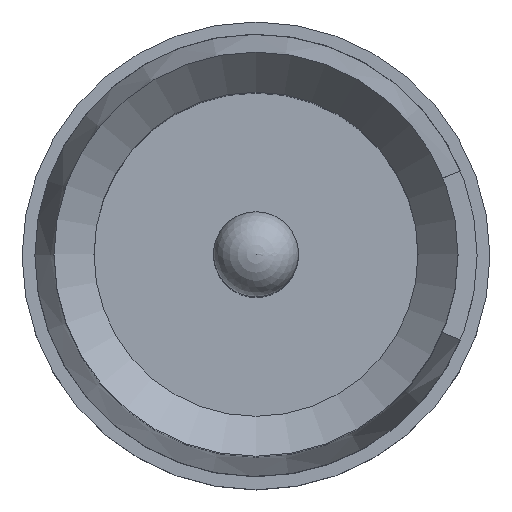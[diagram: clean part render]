
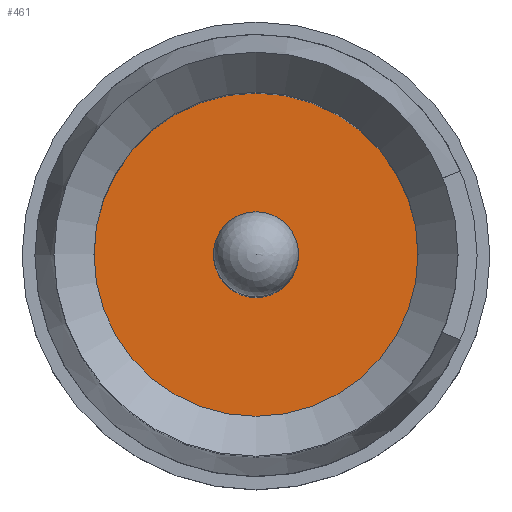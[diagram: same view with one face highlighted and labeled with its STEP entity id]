
A CAD part, top view. The second image highlights one B-rep face of the part: STEP entity #461.
In plain terms, the highlighted planar face has unit normal (0, 0, 1).
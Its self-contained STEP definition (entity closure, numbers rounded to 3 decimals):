
#104=FACE_OUTER_BOUND($,#149,.T.);
#149=EDGE_LOOP($,(#337));
#205=CIRCLE($,#519,1.905);
#237=VERTEX_POINT($,#763);
#280=EDGE_CURVE($,#237,#237,#205,.T.);
#337=ORIENTED_EDGE($,*,*,#280,.F.);
#436=PLANE($,#520);
#461=ADVANCED_FACE($,(#104),#436,.T.);
#519=AXIS2_PLACEMENT_3D($,#764,#602,#603);
#520=AXIS2_PLACEMENT_3D($,#765,#604,#605);
#602=DIRECTION('center_axis',(0.,0.,
-1.));
#603=DIRECTION('ref_axis',(1.,0.,0.));
#604=DIRECTION('center_axis',(0.,0.,
1.));
#605=DIRECTION('ref_axis',(0.,1.,0.));
#763=CARTESIAN_POINT('',(1.905,0.,5.2));
#764=CARTESIAN_POINT('Origin',(0.,0.,
5.2));
#765=CARTESIAN_POINT('Origin',(2.095,-2.095,5.2));
